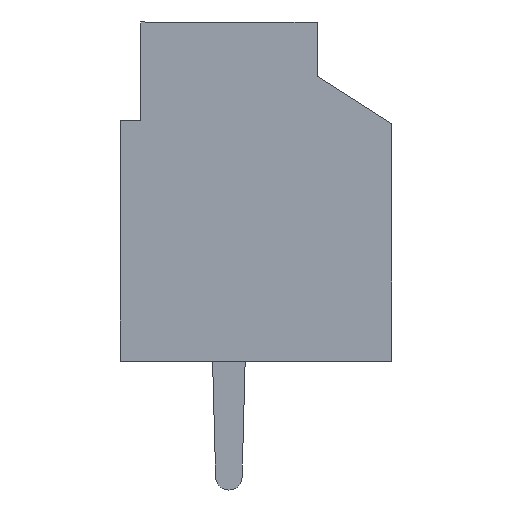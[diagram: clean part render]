
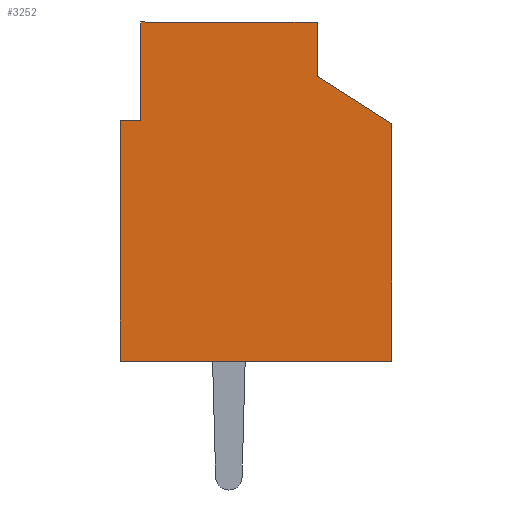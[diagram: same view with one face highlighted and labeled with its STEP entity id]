
A CAD part, left-side view. The second image highlights one B-rep face of the part: STEP entity #3252.
In plain terms, the highlighted planar face has unit normal (-1, 0, 0).
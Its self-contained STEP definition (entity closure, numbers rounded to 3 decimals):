
#258=LINE('',#6489,#495);
#262=LINE('',#6497,#499);
#343=LINE('',#6659,#580);
#344=LINE('',#6675,#581);
#345=LINE('',#6678,#582);
#346=LINE('',#6680,#583);
#347=LINE('',#6681,#584);
#348=LINE('',#6683,#585);
#495=VECTOR('',#4093,1000.);
#499=VECTOR('',#4099,1000.);
#580=VECTOR('',#4234,1000.);
#581=VECTOR('',#4251,1000.);
#582=VECTOR('',#4252,1000.);
#583=VECTOR('',#4253,1000.);
#584=VECTOR('',#4254,1000.);
#585=VECTOR('',#4255,1000.);
#1379=ORIENTED_EDGE('',*,*,#1995,.F.);
#1380=ORIENTED_EDGE('',*,*,#1996,.F.);
#1381=ORIENTED_EDGE('',*,*,#1997,.F.);
#1382=ORIENTED_EDGE('',*,*,#1902,.F.);
#1383=ORIENTED_EDGE('',*,*,#1906,.F.);
#1384=ORIENTED_EDGE('',*,*,#1987,.F.);
#1385=ORIENTED_EDGE('',*,*,#1998,.F.);
#1386=ORIENTED_EDGE('',*,*,#1999,.F.);
#1902=EDGE_CURVE('',#2280,#2281,#258,.T.);
#1906=EDGE_CURVE('',#2283,#2280,#262,.T.);
#1987=EDGE_CURVE('',#2337,#2283,#343,.T.);
#1995=EDGE_CURVE('',#2345,#2346,#344,.T.);
#1996=EDGE_CURVE('',#2347,#2345,#345,.T.);
#1997=EDGE_CURVE('',#2281,#2347,#346,.T.);
#1998=EDGE_CURVE('',#2348,#2337,#347,.T.);
#1999=EDGE_CURVE('',#2346,#2348,#348,.T.);
#2280=VERTEX_POINT('',#6488);
#2281=VERTEX_POINT('',#6490);
#2283=VERTEX_POINT('',#6496);
#2337=VERTEX_POINT('',#6658);
#2345=VERTEX_POINT('',#6676);
#2346=VERTEX_POINT('',#6677);
#2347=VERTEX_POINT('',#6679);
#2348=VERTEX_POINT('',#6682);
#2662=EDGE_LOOP('',(#1379,#1380,#1381,#1382,#1383,#1384,#1385,#1386));
#2907=FACE_BOUND('',#2662,.T.);
#3073=PLANE('',#3573);
#3252=ADVANCED_FACE('',(#2907),#3073,.F.);
#3573=AXIS2_PLACEMENT_3D('',#6674,#4249,#4250);
#4093=DIRECTION('',(0.,-0.844,-0.537));
#4099=DIRECTION('',(0.,0.,-1.));
#4234=DIRECTION('',(0.,-1.,0.));
#4249=DIRECTION('',(1.,0.,0.));
#4250=DIRECTION('',(0.,1.,0.));
#4251=DIRECTION('',(0.,0.,1.));
#4252=DIRECTION('',(0.,1.,0.));
#4253=DIRECTION('',(0.,0.,-1.));
#4254=DIRECTION('',(0.,0.,1.));
#4255=DIRECTION('',(0.,-1.,0.));
#6488=CARTESIAN_POINT('',(-62.5,-5.8,8.4));
#6489=CARTESIAN_POINT('',(-62.5,-5.8,8.4));
#6490=CARTESIAN_POINT('',(-62.5,-8.,7.));
#6496=CARTESIAN_POINT('',(-62.5,-5.8,10.));
#6497=CARTESIAN_POINT('',(-62.5,-5.8,10.));
#6658=CARTESIAN_POINT('',(-62.5,-0.6,10.));
#6659=CARTESIAN_POINT('',(-62.5,-5.8,10.));
#6674=CARTESIAN_POINT('',(-62.5,-5.8,8.4));
#6675=CARTESIAN_POINT('',(-62.5,0.,7.));
#6676=CARTESIAN_POINT('',(-62.5,0.,0.));
#6677=CARTESIAN_POINT('',(-62.5,0.,7.1));
#6678=CARTESIAN_POINT('',(-62.5,-8.,0.));
#6679=CARTESIAN_POINT('',(-62.5,-8.,0.));
#6680=CARTESIAN_POINT('',(-62.5,-8.,7.));
#6681=CARTESIAN_POINT('',(-62.5,-0.6,10.));
#6682=CARTESIAN_POINT('',(-62.5,-0.6,7.1));
#6683=CARTESIAN_POINT('',(-62.5,0.,7.1));
